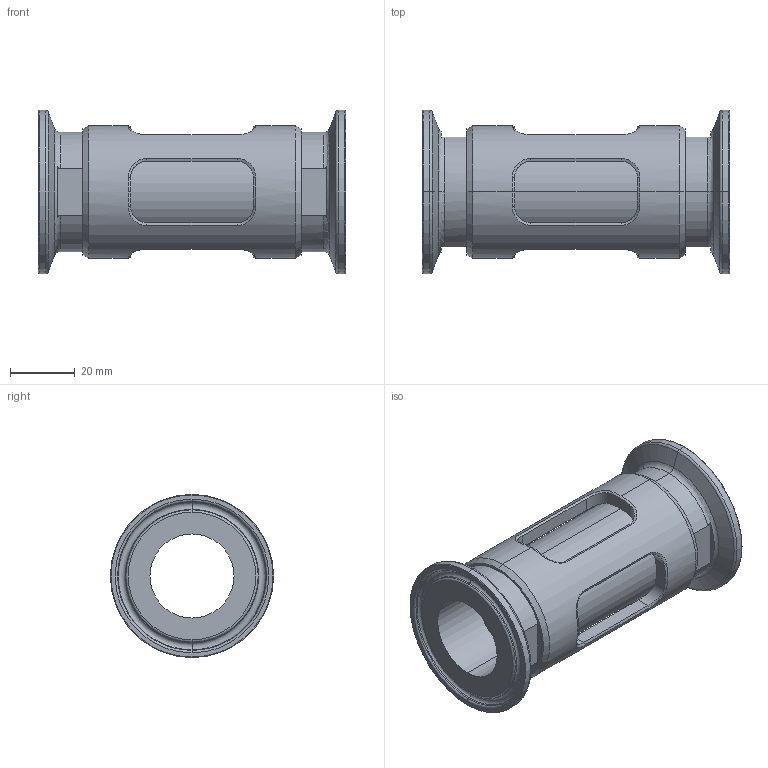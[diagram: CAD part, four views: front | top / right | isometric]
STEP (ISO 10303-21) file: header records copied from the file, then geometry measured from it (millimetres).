
FILE_DESCRIPTION (( 'STEP AP214' ), '1' );
FILE_NAME ('SG.SV.D025.STEP', '2020-02-10T14:28:02', ( '' ), ( '' ), 'SwSTEP 2.0', 'SolidWorks 2019', '' );
FILE_SCHEMA (( 'AUTOMOTIVE_DESIGN' ));
Length unit declared in the file: millimetre
Products named in the file (6): C0444 - SVFI FLANGE ENDS_DN25; C0444 - VFI ORINGS_DN25C; C0444 - SVFI BODIES_DN25; DIN 32676 - STD - VFI - GLASS_DN25; SG.SV.D025; C0444 - VFI ORINGS_1.0C
Assembly tree (8 placements, depth 2):
  SG.SV.D025
    C0444 - SVFI BODIES_DN25
    C0444 - VFI ORINGS_1.0C  x2
    C0444 - SVFI FLANGE ENDS_DN25  x2
    C0444 - VFI ORINGS_DN25C  x2
    DIN 32676 - STD - VFI - GLASS_DN25
Bounding box: 95 x 50.5 x 50.5 mm (x, y, z)
Volume: 57511.4 mm3; surface area: 43986.8 mm2
Topology: 8 solids, 8 shells, 318 faces, 744 edges, 448 vertices
Faces by surface type: cylinder 96, torus 80, plane 68, cone 46, bspline 28
Entity records: 15004 total; most frequent: CARTESIAN_POINT 9537, ORIENTED_EDGE 1126, DIRECTION 1081, EDGE_CURVE 563, AXIS2_PLACEMENT_3D 462, VERTEX_POINT 341, EDGE_LOOP 262, CIRCLE 238
